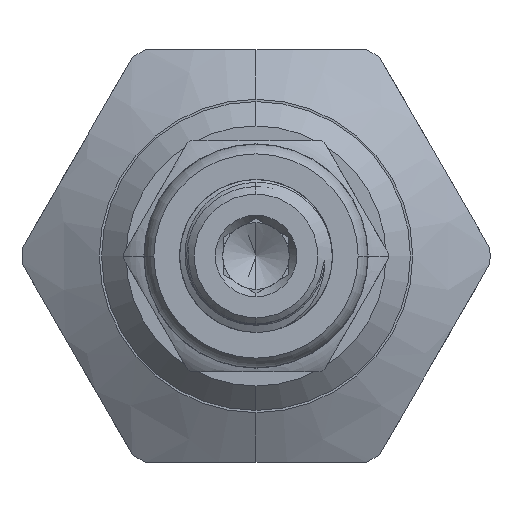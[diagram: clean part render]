
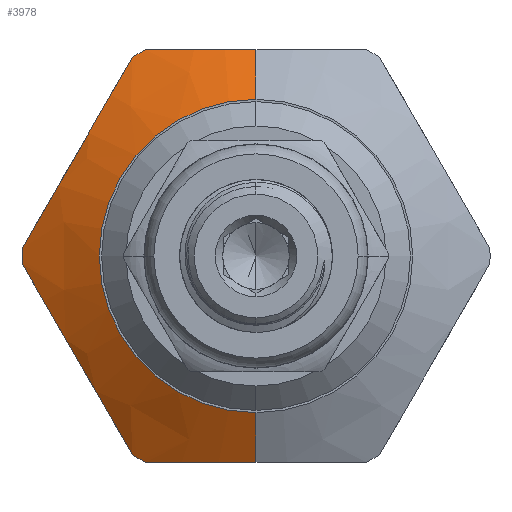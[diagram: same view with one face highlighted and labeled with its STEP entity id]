
A CAD part, left-side view. The second image highlights one B-rep face of the part: STEP entity #3978.
In plain terms, the highlighted conical face has half-angle 60 degrees and reference radius 14.4 mm.
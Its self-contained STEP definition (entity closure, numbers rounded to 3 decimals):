
#93 = CARTESIAN_POINT ( 'NONE',  ( 13.767, 0.572, -12.7 ) ) ;
#158 = CARTESIAN_POINT ( 'NONE',  ( 14.202, 4.574, 12.7 ) ) ;
#375 = EDGE_CURVE ( 'NONE', #8904, #4621, #12476, .T. ) ;
#421 = CIRCLE ( 'NONE', #15887, 9.64 ) ;
#494 = VECTOR ( 'NONE', #2624, 1000. ) ;
#654 = CARTESIAN_POINT ( 'NONE',  ( 12., 0., 0. ) ) ;
#814 = ORIENTED_EDGE ( 'NONE', *, *, #7175, .F. ) ;
#1090 = CARTESIAN_POINT ( 'NONE',  ( 14.748, 14.392, -0.472 ) ) ;
#1186 = DIRECTION ( 'NONE',  ( 0., 0., 1. ) ) ;
#1460 = FACE_OUTER_BOUND ( 'NONE', #5939, .T. ) ;
#1484 = ORIENTED_EDGE ( 'NONE', *, *, #375, .T. ) ;
#1544 = ORIENTED_EDGE ( 'NONE', *, *, #10212, .F. ) ;
#1705 = EDGE_CURVE ( 'NONE', #3127, #2932, #2306, .T. ) ;
#2158 = CARTESIAN_POINT ( 'NONE',  ( 13.768, 10.414, -7.362 ) ) ;
#2306 = CIRCLE ( 'NONE', #14474, 14.4 ) ;
#2331 = EDGE_CURVE ( 'NONE', #8904, #5332, #10505, .T. ) ;
#2342 = CARTESIAN_POINT ( 'NONE',  ( 13.767, 0., 12.7 ) ) ;
#2350 = DIRECTION ( 'NONE',  ( 0.5, 0., -0.866 ) ) ;
#2368 = CARTESIAN_POINT ( 'NONE',  ( 14.748, 6.787, 12.7 ) ) ;
#2370 = CARTESIAN_POINT ( 'NONE',  ( 14.748, 6.787, 12.7 ) ) ;
#2413 = CARTESIAN_POINT ( 'NONE',  ( 13.768, 11.583, 5.338 ) ) ;
#2464 = CARTESIAN_POINT ( 'NONE',  ( 14.198, 8.722, 10.293 ) ) ;
#2624 = DIRECTION ( 'NONE',  ( 0.5, 0., 0.866 ) ) ;
#2932 = VERTEX_POINT ( 'NONE', #3920 ) ;
#3068 = CARTESIAN_POINT ( 'NONE',  ( 12., 0., -9.64 ) ) ;
#3127 = VERTEX_POINT ( 'NONE', #3170 ) ;
#3170 = CARTESIAN_POINT ( 'NONE',  ( 14.748, 7.605, -12.228 ) ) ;
#3273 = CARTESIAN_POINT ( 'NONE',  ( 14.748, 7.605, 12.228 ) ) ;
#3354 = VECTOR ( 'NONE', #2350, 1000. ) ;
#3637 = CARTESIAN_POINT ( 'NONE',  ( 13.878, 2.296, 12.7 ) ) ;
#3789 = CARTESIAN_POINT ( 'NONE',  ( 14.446, 13.837, 1.434 ) ) ;
#3795 = VERTEX_POINT ( 'NONE', #2370 ) ;
#3920 = CARTESIAN_POINT ( 'NONE',  ( 14.748, 6.787, -12.7 ) ) ;
#3978 = ADVANCED_FACE ( 'NONE', ( #1460 ), #7438, .T. ) ;
#4096 = CARTESIAN_POINT ( 'NONE',  ( 13.789, 1.146, -12.7 ) ) ;
#4154 = VERTEX_POINT ( 'NONE', #3068 ) ;
#4621 = VERTEX_POINT ( 'NONE', #7479 ) ;
#4622 = DIRECTION ( 'NONE',  ( 0., 0., 1. ) ) ;
#4624 = CARTESIAN_POINT ( 'NONE',  ( 14.199, 8.719, -10.298 ) ) ;
#4785 = CARTESIAN_POINT ( 'NONE',  ( 13.788, 11.565, -5.369 ) ) ;
#4869 = CARTESIAN_POINT ( 'NONE',  ( 13.766, 10.722, 6.83 ) ) ;
#5311 = CARTESIAN_POINT ( 'NONE',  ( 13.767, 0., -12.7 ) ) ;
#5332 = VERTEX_POINT ( 'NONE', #3273 ) ;
#5483 = LINE ( 'NONE', #11293, #494 ) ;
#5513 = EDGE_CURVE ( 'NONE', #4154, #6730, #13350, .T. ) ;
#5939 = EDGE_LOOP ( 'NONE', ( #8003, #11097, #814, #12452, #6951, #1484, #1544, #14627, #7739, #15171 ) ) ;
#6081 = CARTESIAN_POINT ( 'NONE',  ( 13.767, 0., 12.7 ) ) ;
#6134 = CARTESIAN_POINT ( 'NONE',  ( 13.789, 1.146, 12.7 ) ) ;
#6257 = AXIS2_PLACEMENT_3D ( 'NONE', #14397, #15615, #9534 ) ;
#6280 = CARTESIAN_POINT ( 'NONE',  ( 14.202, 4.574, -12.7 ) ) ;
#6291 = CARTESIAN_POINT ( 'NONE',  ( 14.449, 5.688, 12.7 ) ) ;
#6725 = DIRECTION ( 'NONE',  ( 0., 0., 1. ) ) ;
#6730 = VERTEX_POINT ( 'NONE', #5311 ) ;
#6951 = ORIENTED_EDGE ( 'NONE', *, *, #2331, .F. ) ;
#7175 = EDGE_CURVE ( 'NONE', #3795, #8809, #8958, .T. ) ;
#7438 = CONICAL_SURFACE ( 'NONE', #6257, 14.4, 1.047 ) ;
#7479 = CARTESIAN_POINT ( 'NONE',  ( 14.748, 14.392, -0.472 ) ) ;
#7509 = CARTESIAN_POINT ( 'NONE',  ( 14.449, 5.688, -12.7 ) ) ;
#7519 = CARTESIAN_POINT ( 'NONE',  ( 14.748, 0., 0. ) ) ;
#7739 = ORIENTED_EDGE ( 'NONE', *, *, #14336, .F. ) ;
#8003 = ORIENTED_EDGE ( 'NONE', *, *, #10120, .F. ) ;
#8247 = DIRECTION ( 'NONE',  ( -1., 0., 0. ) ) ;
#8249 = DIRECTION ( 'NONE',  ( -1., 0., 0. ) ) ;
#8362 = CARTESIAN_POINT ( 'NONE',  ( 13.766, 11.275, -5.87 ) ) ;
#8421 = CARTESIAN_POINT ( 'NONE',  ( 13.877, 12.139, -4.375 ) ) ;
#8523 = CARTESIAN_POINT ( 'NONE',  ( 14.445, 13.836, -1.435 ) ) ;
#8602 = CARTESIAN_POINT ( 'NONE',  ( 13.878, 2.296, -12.7 ) ) ;
#8652 = CARTESIAN_POINT ( 'NONE',  ( 13.945, 2.871, -12.7 ) ) ;
#8809 = VERTEX_POINT ( 'NONE', #2342 ) ;
#8904 = VERTEX_POINT ( 'NONE', #15834 ) ;
#8941 = CIRCLE ( 'NONE', #10688, 14.4 ) ;
#8958 = B_SPLINE_CURVE_WITH_KNOTS ( 'NONE', 3,
 ( #2368, #6291, #158, #13403, #3637, #6134, #10943, #6081 ),
 .UNSPECIFIED., .F., .F.,
 ( 4, 2, 2, 4 ),
 ( 0.034, 0.037, 0.039, 0.041 ),
 .UNSPECIFIED. ) ;
#9015 = DIRECTION ( 'NONE',  ( -1., 0., 0. ) ) ;
#9286 = B_SPLINE_CURVE_WITH_KNOTS ( 'NONE', 3,
 ( #15092, #93, #4096, #8602, #8652, #6280, #7509, #9861 ),
 .UNSPECIFIED., .F., .F.,
 ( 4, 2, 2, 4 ),
 ( 0.02, 0.022, 0.024, 0.027 ),
 .UNSPECIFIED. ) ;
#9534 = DIRECTION ( 'NONE',  ( 0., 0., -1. ) ) ;
#9770 = CARTESIAN_POINT ( 'NONE',  ( 13.86, 12.151, 4.354 ) ) ;
#9815 = CARTESIAN_POINT ( 'NONE',  ( 14.199, 13.278, 2.402 ) ) ;
#9861 = CARTESIAN_POINT ( 'NONE',  ( 14.748, 6.787, -12.7 ) ) ;
#9862 = CARTESIAN_POINT ( 'NONE',  ( 13.877, 9.858, 8.325 ) ) ;
#10120 = EDGE_CURVE ( 'NONE', #12296, #4154, #421, .T. ) ;
#10212 = EDGE_CURVE ( 'NONE', #3127, #4621, #15788, .T. ) ;
#10505 = B_SPLINE_CURVE_WITH_KNOTS ( 'NONE', 3,
 ( #14682, #3789, #9815, #9770, #2413, #4869, #13448, #9862, #15898, #2464, #11034, #11137 ),
 .UNSPECIFIED., .F., .F.,
 ( 4, 2, 2, 2, 2, 4 ),
 ( 0., 0.003, 0.007, 0.009, 0.01, 0.014 ),
 .UNSPECIFIED. ) ;
#10622 = CARTESIAN_POINT ( 'NONE',  ( 14.748, 0., 0. ) ) ;
#10688 = AXIS2_PLACEMENT_3D ( 'NONE', #10622, #8247, #4622 ) ;
#10789 = CARTESIAN_POINT ( 'NONE',  ( 13.943, 12.424, -3.881 ) ) ;
#10943 = CARTESIAN_POINT ( 'NONE',  ( 13.767, 0.572, 12.7 ) ) ;
#11034 = CARTESIAN_POINT ( 'NONE',  ( 14.445, 8.161, 11.265 ) ) ;
#11097 = ORIENTED_EDGE ( 'NONE', *, *, #11470, .T. ) ;
#11137 = CARTESIAN_POINT ( 'NONE',  ( 14.748, 7.605, 12.228 ) ) ;
#11293 = CARTESIAN_POINT ( 'NONE',  ( 14.748, 0., 14.4 ) ) ;
#11470 = EDGE_CURVE ( 'NONE', #12296, #8809, #5483, .T. ) ;
#11514 = CARTESIAN_POINT ( 'NONE',  ( 14.748, 0., 0. ) ) ;
#12083 = CARTESIAN_POINT ( 'NONE',  ( 14.748, 7.605, -12.228 ) ) ;
#12111 = AXIS2_PLACEMENT_3D ( 'NONE', #7519, #14894, #1186 ) ;
#12113 = CARTESIAN_POINT ( 'NONE',  ( 14.748, 0., -14.4 ) ) ;
#12142 = CARTESIAN_POINT ( 'NONE',  ( 14.198, 13.275, -2.407 ) ) ;
#12296 = VERTEX_POINT ( 'NONE', #14620 ) ;
#12452 = ORIENTED_EDGE ( 'NONE', *, *, #12888, .T. ) ;
#12476 = CIRCLE ( 'NONE', #12111, 14.4 ) ;
#12888 = EDGE_CURVE ( 'NONE', #3795, #5332, #8941, .T. ) ;
#12979 = DIRECTION ( 'NONE',  ( 0., 0., 1. ) ) ;
#13350 = LINE ( 'NONE', #12113, #3354 ) ;
#13403 = CARTESIAN_POINT ( 'NONE',  ( 13.945, 2.871, 12.7 ) ) ;
#13448 = CARTESIAN_POINT ( 'NONE',  ( 13.788, 10.432, 7.331 ) ) ;
#14336 = EDGE_CURVE ( 'NONE', #6730, #2932, #9286, .T. ) ;
#14397 = CARTESIAN_POINT ( 'NONE',  ( 14.748, 0., 0. ) ) ;
#14435 = CARTESIAN_POINT ( 'NONE',  ( 14.446, 8.16, -11.266 ) ) ;
#14474 = AXIS2_PLACEMENT_3D ( 'NONE', #11514, #9015, #6725 ) ;
#14620 = CARTESIAN_POINT ( 'NONE',  ( 12., 0., 9.64 ) ) ;
#14627 = ORIENTED_EDGE ( 'NONE', *, *, #1705, .T. ) ;
#14682 = CARTESIAN_POINT ( 'NONE',  ( 14.748, 14.392, 0.472 ) ) ;
#14894 = DIRECTION ( 'NONE',  ( -1., 0., 0. ) ) ;
#15092 = CARTESIAN_POINT ( 'NONE',  ( 13.767, 0., -12.7 ) ) ;
#15171 = ORIENTED_EDGE ( 'NONE', *, *, #5513, .F. ) ;
#15615 = DIRECTION ( 'NONE',  ( 1., 0., 0. ) ) ;
#15655 = CARTESIAN_POINT ( 'NONE',  ( 13.86, 9.846, -8.346 ) ) ;
#15788 = B_SPLINE_CURVE_WITH_KNOTS ( 'NONE', 3,
 ( #12083, #14435, #4624, #15655, #2158, #8362, #4785, #8421, #10789, #12142, #8523, #1090 ),
 .UNSPECIFIED., .F., .F.,
 ( 4, 2, 2, 2, 2, 4 ),
 ( 0., 0.003, 0.007, 0.009, 0.01, 0.014 ),
 .UNSPECIFIED. ) ;
#15834 = CARTESIAN_POINT ( 'NONE',  ( 14.748, 14.392, 0.472 ) ) ;
#15887 = AXIS2_PLACEMENT_3D ( 'NONE', #654, #8249, #12979 ) ;
#15898 = CARTESIAN_POINT ( 'NONE',  ( 13.943, 9.573, 8.819 ) ) ;
